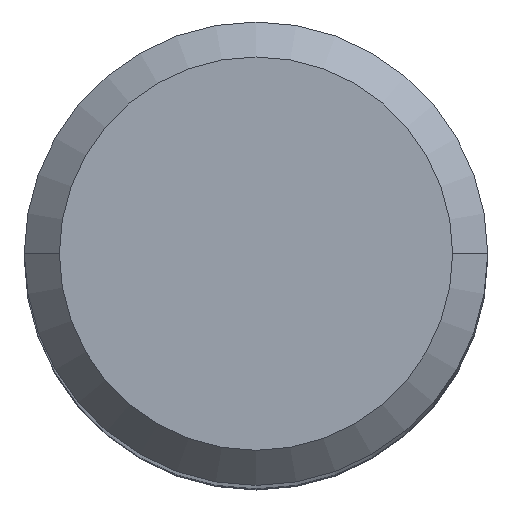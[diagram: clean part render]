
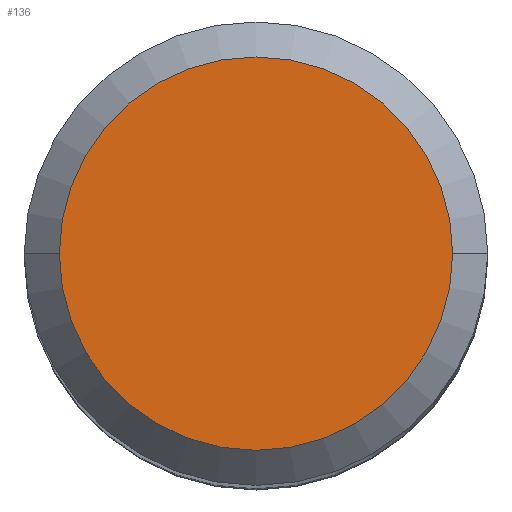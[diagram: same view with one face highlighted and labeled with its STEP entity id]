
A CAD part, top view. The second image highlights one B-rep face of the part: STEP entity #136.
In plain terms, the highlighted planar face has unit normal (0, 0, 1).
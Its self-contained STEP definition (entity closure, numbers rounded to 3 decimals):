
#30=PLANE('',#1007);
#136=ADVANCED_FACE('',(#193),#30,.F.);
#193=FACE_OUTER_BOUND('',#241,.T.);
#241=EDGE_LOOP('',(#412,#413,#414,#415));
#412=ORIENTED_EDGE('',*,*,#616,.F.);
#413=ORIENTED_EDGE('',*,*,#615,.F.);
#414=ORIENTED_EDGE('',*,*,#617,.F.);
#415=ORIENTED_EDGE('',*,*,#618,.F.);
#516=VERTEX_POINT('',#2296);
#517=VERTEX_POINT('',#2298);
#518=VERTEX_POINT('',#2300);
#519=VERTEX_POINT('',#2304);
#615=EDGE_CURVE('',#517,#518,#742,.T.);
#616=EDGE_CURVE('',#518,#516,#743,.T.);
#617=EDGE_CURVE('',#519,#517,#744,.T.);
#618=EDGE_CURVE('',#516,#519,#745,.T.);
#742=CIRCLE('',#1002,6.738);
#743=CIRCLE('',#1003,6.738);
#744=CIRCLE('',#1005,6.738);
#745=CIRCLE('',#1006,6.738);
#1002=AXIS2_PLACEMENT_3D('',#2299,#1239,#1240);
#1003=AXIS2_PLACEMENT_3D('',#2301,#1241,#1242);
#1005=AXIS2_PLACEMENT_3D('',#2303,#1245,#1246);
#1006=AXIS2_PLACEMENT_3D('',#2305,#1247,#1248);
#1007=AXIS2_PLACEMENT_3D('',#2306,#1249,#1250);
#1239=DIRECTION('',(0.,0.,-1.));
#1240=DIRECTION('',(-1.,0.,0.));
#1241=DIRECTION('',(0.,0.,-1.));
#1242=DIRECTION('',(0.,1.,0.));
#1245=DIRECTION('',(0.,0.,-1.));
#1246=DIRECTION('',(0.,-1.,0.));
#1247=DIRECTION('',(0.,0.,-1.));
#1248=DIRECTION('',(1.,0.,0.));
#1249=DIRECTION('',(0.,0.,-1.));
#1250=DIRECTION('',(-1.,0.,0.));
#2296=CARTESIAN_POINT('',(6.738,0.,0.));
#2298=CARTESIAN_POINT('',(-6.738,0.,0.));
#2299=CARTESIAN_POINT('',(0.,0.,0.));
#2300=CARTESIAN_POINT('',(0.,6.738,0.));
#2301=CARTESIAN_POINT('',(0.,0.,0.));
#2303=CARTESIAN_POINT('',(0.,0.,0.));
#2304=CARTESIAN_POINT('',(0.,-6.738,0.));
#2305=CARTESIAN_POINT('',(0.,0.,0.));
#2306=CARTESIAN_POINT('',(0.,0.,0.));
